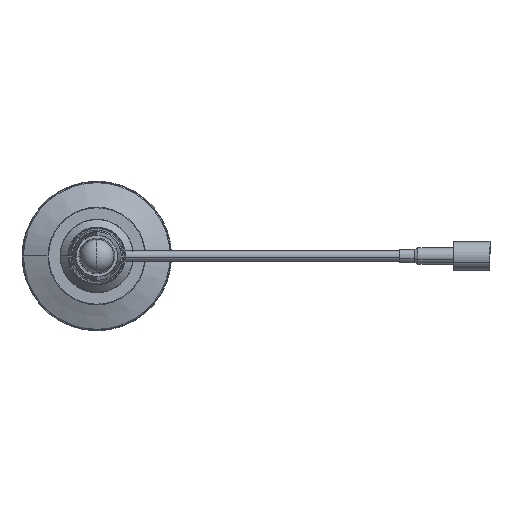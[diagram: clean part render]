
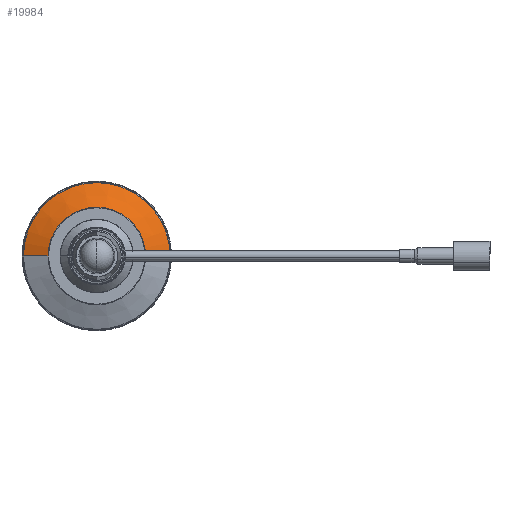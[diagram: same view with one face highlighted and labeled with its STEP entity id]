
A CAD part, left-side view. The second image highlights one B-rep face of the part: STEP entity #19984.
In plain terms, the highlighted conical face has half-angle 67.203 degrees and reference radius 13.311 mm.
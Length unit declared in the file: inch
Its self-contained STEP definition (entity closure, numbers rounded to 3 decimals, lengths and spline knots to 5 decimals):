
#3736 = CARTESIAN_POINT ( 'NONE',  ( 0., 0.47878, -0.52405 ) ) ;
#3737 = CARTESIAN_POINT ( 'NONE',  ( 0., 0.36795, -0.78776 ) ) ;
#3738 = CARTESIAN_POINT ( 'NONE',  ( 0., 0.36795, 0.78776 ) ) ;
#3739 = CARTESIAN_POINT ( 'NONE',  ( 0., 0.47878, 0.52405 ) ) ;
#6262 = AXIS2_PLACEMENT_3D ( 'NONE', #7739, #7740, #7749 ) ;
#7074 = FACE_OUTER_BOUND ( 'NONE', #11973, .T. ) ;
#7080 = CONICAL_SURFACE ( 'NONE', #6262, 0.52405, 1.173 ) ;
#7739 = CARTESIAN_POINT ( 'NONE',  ( 0., 0.47878, 0. ) ) ;
#7740 = DIRECTION ( 'NONE',  ( 0., -1., 0. ) ) ;
#7749 = DIRECTION ( 'NONE',  ( 0., 0., -1. ) ) ;
#10413 = EDGE_CURVE ( 'NONE', #18193, #18192, #21891, .T. ) ;
#10415 = EDGE_CURVE ( 'NONE', #18194, #18191, #21892, .T. ) ;
#10416 = EDGE_CURVE ( 'NONE', #18194, #18193, #21893, .T. ) ;
#10417 = EDGE_CURVE ( 'NONE', #18191, #18192, #21895, .T. ) ;
#11973 = EDGE_LOOP ( 'NONE', ( #16001, #16104, #16102, #16100 ) ) ;
#13605 = DIRECTION ( 'NONE',  ( 0., -0.387, 0.922 ) ) ;
#13628 = CARTESIAN_POINT ( 'NONE',  ( 0., 0.36795, 0. ) ) ;
#13630 = DIRECTION ( 'NONE',  ( 0., 1., 0. ) ) ;
#13636 = DIRECTION ( 'NONE',  ( 0., 0., 1. ) ) ;
#13648 = CARTESIAN_POINT ( 'NONE',  ( 0., 0.47878, 0.52405 ) ) ;
#13650 = CARTESIAN_POINT ( 'NONE',  ( 0., 0.47878, 0. ) ) ;
#13652 = DIRECTION ( 'NONE',  ( 0., 1., 0. ) ) ;
#13657 = DIRECTION ( 'NONE',  ( 0., 0., 1. ) ) ;
#13660 = CARTESIAN_POINT ( 'NONE',  ( 0., 0.47878, -0.52405 ) ) ;
#13662 = DIRECTION ( 'NONE',  ( 0., -0.387, -0.922 ) ) ;
#16001 = ORIENTED_EDGE ( 'NONE', *, *, #10415, .F. ) ;
#16100 = ORIENTED_EDGE ( 'NONE', *, *, #10417, .F. ) ;
#16102 = ORIENTED_EDGE ( 'NONE', *, *, #10413, .T. ) ;
#16104 = ORIENTED_EDGE ( 'NONE', *, *, #10416, .T. ) ;
#18191 = VERTEX_POINT ( 'NONE', #3736 ) ;
#18192 = VERTEX_POINT ( 'NONE', #3737 ) ;
#18193 = VERTEX_POINT ( 'NONE', #3738 ) ;
#18194 = VERTEX_POINT ( 'NONE', #3739 ) ;
#19984 = ADVANCED_FACE ( 'NONE', ( #7074 ), #7080, .T. ) ;
#20707 = AXIS2_PLACEMENT_3D ( 'NONE', #13628, #13630, #13636 ) ;
#20709 = AXIS2_PLACEMENT_3D ( 'NONE', #13650, #13652, #13657 ) ;
#21891 = CIRCLE ( 'NONE', #20707, 0.78776 ) ;
#21892 = CIRCLE ( 'NONE', #20709, 0.52405 ) ;
#21893 = LINE ( 'NONE', #13648, #21896 ) ;
#21895 = LINE ( 'NONE', #13660, #21898 ) ;
#21896 = VECTOR ( 'NONE', #13605, 39.37008 ) ;
#21898 = VECTOR ( 'NONE', #13662, 39.37008 ) ;
